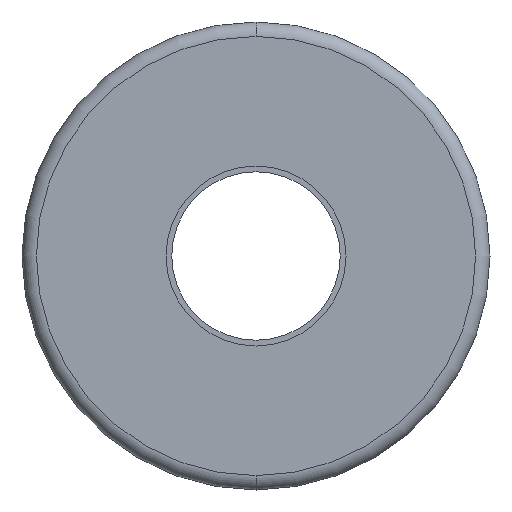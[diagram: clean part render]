
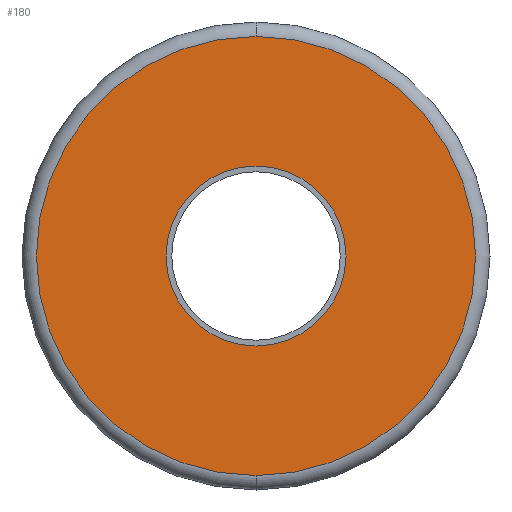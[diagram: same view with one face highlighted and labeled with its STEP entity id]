
A CAD part, front view. The second image highlights one B-rep face of the part: STEP entity #180.
In plain terms, the highlighted planar face has unit normal (0, -1, 0).
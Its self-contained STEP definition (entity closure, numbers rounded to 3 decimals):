
#180 = ADVANCED_FACE ( 'NONE', ( #849, #844 ), #1019, .F. ) ;
#181 = EDGE_LOOP ( 'NONE', ( #182, #183 ) ) ;
#182 = ORIENTED_EDGE ( 'NONE', *, *, #246, .F. ) ;
#183 = ORIENTED_EDGE ( 'NONE', *, *, #263, .F. ) ;
#184 = EDGE_LOOP ( 'NONE', ( #185, #187 ) ) ;
#185 = ORIENTED_EDGE ( 'NONE', *, *, #186, .T. ) ;
#186 = EDGE_CURVE ( 'NONE', #316, #315, #1012, .T. ) ;
#187 = ORIENTED_EDGE ( 'NONE', *, *, #314, .T. ) ;
#246 = EDGE_CURVE ( 'NONE', #247, #248, #1127, .T. ) ;
#247 = VERTEX_POINT ( 'NONE', #1118 ) ;
#248 = VERTEX_POINT ( 'NONE', #1117 ) ;
#263 = EDGE_CURVE ( 'NONE', #248, #247, #1225, .T. ) ;
#314 = EDGE_CURVE ( 'NONE', #315, #316, #1293, .T. ) ;
#315 = VERTEX_POINT ( 'NONE', #1284 ) ;
#316 = VERTEX_POINT ( 'NONE', #1283 ) ;
#844 = FACE_BOUND ( 'NONE', #184, .T. ) ;
#849 = FACE_OUTER_BOUND ( 'NONE', #181, .T. ) ;
#1009 = DIRECTION ( 'NONE',  ( 0., 0., 1. ) ) ;
#1010 = DIRECTION ( 'NONE',  ( 0., 1., 0. ) ) ;
#1011 = AXIS2_PLACEMENT_3D ( 'NONE', #1018, #1010, #1009 ) ;
#1012 = CIRCLE ( 'NONE', #1011, 6.25 ) ;
#1014 = DIRECTION ( 'NONE',  ( 0., 0., 1. ) ) ;
#1015 = DIRECTION ( 'NONE',  ( 0., 1., 0. ) ) ;
#1016 = CARTESIAN_POINT ( 'NONE',  ( -6.25, -22.5, 0. ) ) ;
#1017 = AXIS2_PLACEMENT_3D ( 'NONE', #1016, #1015, #1014 ) ;
#1018 = CARTESIAN_POINT ( 'NONE',  ( 0., -22.5, 0. ) ) ;
#1019 = PLANE ( 'NONE',  #1017 ) ;
#1117 = CARTESIAN_POINT ( 'NONE',  ( 0., -22.5, -15.25 ) ) ;
#1118 = CARTESIAN_POINT ( 'NONE',  ( 0., -22.5, 15.25 ) ) ;
#1119 = DIRECTION ( 'NONE',  ( 0., 0., 1. ) ) ;
#1120 = DIRECTION ( 'NONE',  ( 0., 1., 0. ) ) ;
#1121 = CARTESIAN_POINT ( 'NONE',  ( 0., -22.5, 0. ) ) ;
#1122 = AXIS2_PLACEMENT_3D ( 'NONE', #1121, #1120, #1119 ) ;
#1127 = CIRCLE ( 'NONE', #1122, 15.25 ) ;
#1180 = DIRECTION ( 'NONE',  ( 0., 0., 1. ) ) ;
#1181 = DIRECTION ( 'NONE',  ( 0., 1., 0. ) ) ;
#1182 = CARTESIAN_POINT ( 'NONE',  ( 0., -22.5, 0. ) ) ;
#1183 = AXIS2_PLACEMENT_3D ( 'NONE', #1182, #1181, #1180 ) ;
#1225 = CIRCLE ( 'NONE', #1183, 15.25 ) ;
#1283 = CARTESIAN_POINT ( 'NONE',  ( 0., -22.5, 6.25 ) ) ;
#1284 = CARTESIAN_POINT ( 'NONE',  ( 0., -22.5, -6.25 ) ) ;
#1285 = DIRECTION ( 'NONE',  ( 0., 0., 1. ) ) ;
#1286 = DIRECTION ( 'NONE',  ( 0., 1., 0. ) ) ;
#1287 = CARTESIAN_POINT ( 'NONE',  ( 0., -22.5, 0. ) ) ;
#1288 = AXIS2_PLACEMENT_3D ( 'NONE', #1287, #1286, #1285 ) ;
#1293 = CIRCLE ( 'NONE', #1288, 6.25 ) ;
